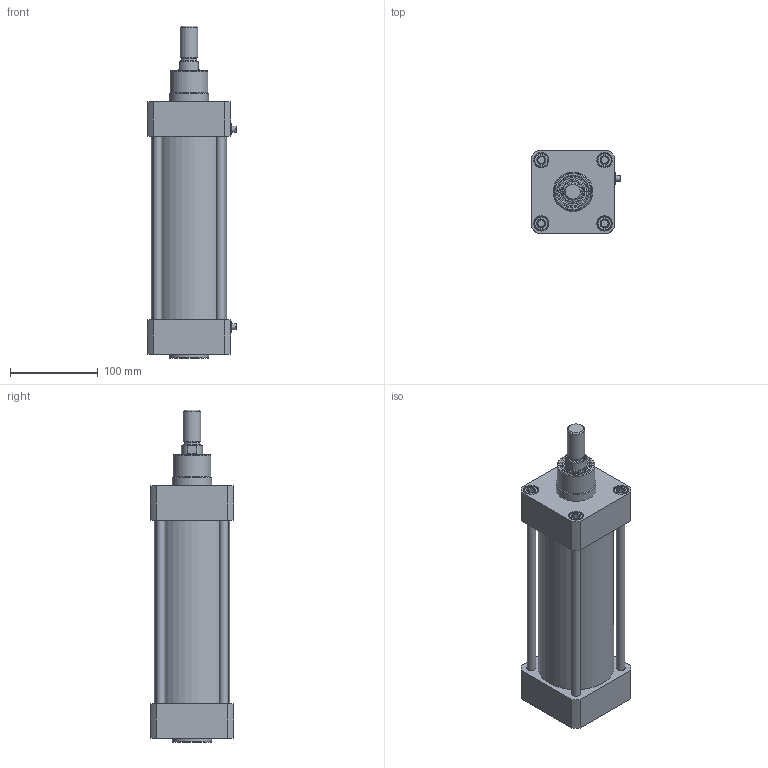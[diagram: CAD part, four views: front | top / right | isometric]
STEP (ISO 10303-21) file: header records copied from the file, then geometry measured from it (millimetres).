
FILE_DESCRIPTION(/* description */ (''),/* implementation_level */ '2;1');
FILE_NAME(/* name */ 'tm_80-160_es.stp',/* time_stamp */ '2017-09-11T11:45:16+02:00',/* author */ ('leitheußer'),/* organization */ (''),/* preprocessor_version */ 'ST-DEVELOPER v15.6',/* originating_system */ 'Autodesk Inventor LT ',/* authorisation */ '');
FILE_SCHEMA (('AUTOMOTIVE_DESIGN { 1 0 10303 214 3 1 1 }'));
Length unit declared in the file: millimetre
Products named in the file (1): CDEMA080_0160_XF
Bounding box: 102 x 95 x 378 mm (x, y, z)
Volume: 1265887.7 mm3; surface area: 367018.7 mm2
Topology: 32 solids, 32 shells, 556 faces, 1229 edges, 781 vertices
Faces by surface type: plane 226, cylinder 163, cone 109, torus 58
Full cylindrical faces by diameter (mm): 3 x2, 5 x2, 6 x2, 7 x4, 7.459 x2, 8 x2, 8.376 x8, 8.5 x4, 9.6 x2, 9.8 x4, 10 x12, 10.1 x8, 12.5 x2, 14.376 x1, 14.95 x2, 16 x11, 16.5 x8, 17.5 x1, 20 x1, 23 x2, 24 x5, 25 x4, 25.05 x2, 28 x2, 30 x4, 31.5 x2, 35 x6, 40 x4, 43 x1, 45 x2
Entity records: 14344 total; most frequent: CARTESIAN_POINT 2952, DIRECTION 2484, ORIENTED_EDGE 1844, AXIS2_PLACEMENT_3D 1093, EDGE_LOOP 934, EDGE_CURVE 922, VERTEX_POINT 732, FACE_OUTER_BOUND 556
